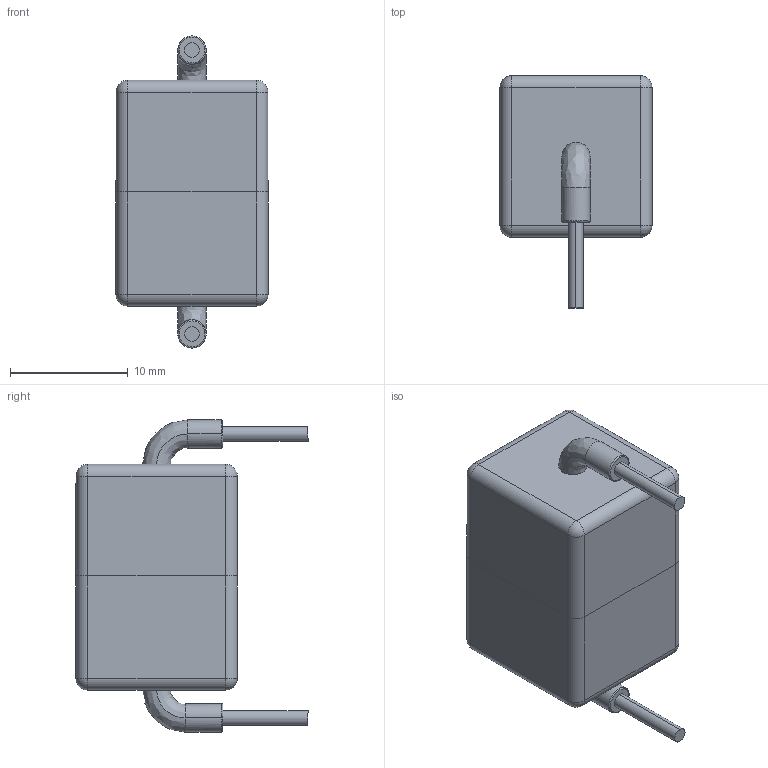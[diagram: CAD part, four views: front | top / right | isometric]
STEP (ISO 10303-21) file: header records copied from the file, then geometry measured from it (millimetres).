
FILE_DESCRIPTION (( 'STEP AP203' ), '1' );
FILE_NAME ('PTVS10-470C-TH.STEP', '2014-10-29T16:45:58', ( 'leader' ), ( '' ), 'SwSTEP 2.0', 'SolidWorks 2012', '' );
FILE_SCHEMA (( 'CONFIG_CONTROL_DESIGN' ));
Length unit declared in the file: millimetre
Products named in the file (1): PTVS10-470C-TH
Bounding box: 12.93 x 19.75 x 26.55 mm (x, y, z)
Volume: 3449.7 mm3; surface area: 1460.3 mm2
Topology: 1 solids, 1 shells, 54 faces, 112 edges, 60 vertices
Faces by surface type: bspline 16, cylinder 16, plane 14, sphere 8
Entity records: 1823 total; most frequent: CARTESIAN_POINT 681, DIRECTION 226, ORIENTED_EDGE 216, EDGE_CURVE 108, AXIS2_PLACEMENT_3D 91, VERTEX_POINT 60, EDGE_LOOP 58, FACE_OUTER_BOUND 54
